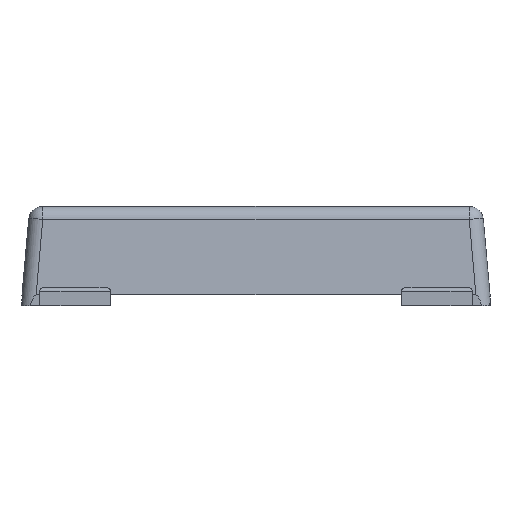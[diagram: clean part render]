
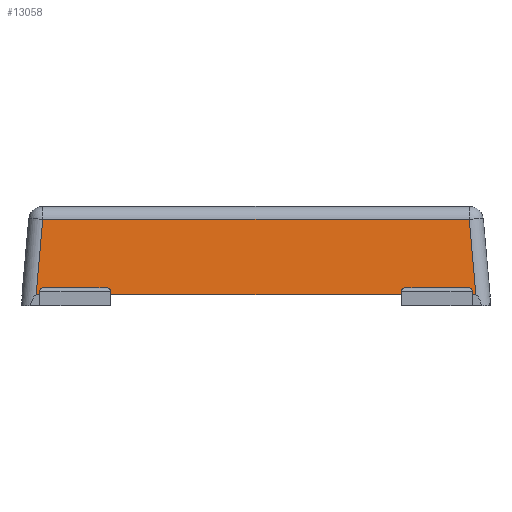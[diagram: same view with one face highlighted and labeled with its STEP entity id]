
A CAD part, front view. The second image highlights one B-rep face of the part: STEP entity #13058.
In plain terms, the highlighted planar face has unit normal (0, -0.996, 0.087).
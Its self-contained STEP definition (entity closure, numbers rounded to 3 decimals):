
#786 = VERTEX_POINT ( 'NONE', #12761 ) ;
#960 = DIRECTION ( 'NONE',  ( -1., 0., 0. ) ) ;
#1263 = VECTOR ( 'NONE', #10535, 1000. ) ;
#1323 = ORIENTED_EDGE ( 'NONE', *, *, #2014, .T. ) ;
#1535 = DIRECTION ( 'NONE',  ( -0.087, 0.087, 0.992 ) ) ;
#2014 = EDGE_CURVE ( 'NONE', #9754, #786, #10449, .T. ) ;
#2460 = VECTOR ( 'NONE', #12240, 1000. ) ;
#2833 = CARTESIAN_POINT ( 'NONE',  ( -2.05, -3.65, 0. ) ) ;
#2925 = VECTOR ( 'NONE', #9549, 1000. ) ;
#3525 = ORIENTED_EDGE ( 'NONE', *, *, #7784, .T. ) ;
#3555 = VECTOR ( 'NONE', #1535, 1000. ) ;
#3666 = VERTEX_POINT ( 'NONE', #2833 ) ;
#3751 = VERTEX_POINT ( 'NONE', #12299 ) ;
#3844 = ORIENTED_EDGE ( 'NONE', *, *, #5654, .T. ) ;
#3845 = EDGE_LOOP ( 'NONE', ( #6925, #1323, #3525, #4673, #10840, #3844 ) ) ;
#3946 = CARTESIAN_POINT ( 'NONE',  ( -3.101, -3.65, 0. ) ) ;
#4673 = ORIENTED_EDGE ( 'NONE', *, *, #9373, .T. ) ;
#4704 = LINE ( 'NONE', #9137, #8702 ) ;
#5201 = LINE ( 'NONE', #9503, #1263 ) ;
#5654 = EDGE_CURVE ( 'NONE', #3666, #11410, #13449, .T. ) ;
#5722 = EDGE_CURVE ( 'NONE', #8059, #3666, #12593, .T. ) ;
#6757 = AXIS2_PLACEMENT_3D ( 'NONE', #12425, #12342, #6759 ) ;
#6759 = DIRECTION ( 'NONE',  ( 0., -0.087, -0.996 ) ) ;
#6925 = ORIENTED_EDGE ( 'NONE', *, *, #10668, .F. ) ;
#7291 = CARTESIAN_POINT ( 'NONE',  ( -3.3, -3.65, 0. ) ) ;
#7408 = PLANE ( 'NONE',  #6757 ) ;
#7784 = EDGE_CURVE ( 'NONE', #786, #3751, #5201, .T. ) ;
#8059 = VERTEX_POINT ( 'NONE', #3946 ) ;
#8702 = VECTOR ( 'NONE', #13563, 1000. ) ;
#9137 = CARTESIAN_POINT ( 'NONE',  ( -3.102, -3.652, -0.017 ) ) ;
#9373 = EDGE_CURVE ( 'NONE', #3751, #8059, #4704, .T. ) ;
#9503 = CARTESIAN_POINT ( 'NONE',  ( -3.3, -3.557, 1.067 ) ) ;
#9549 = DIRECTION ( 'NONE',  ( 1., 0., 0. ) ) ;
#9754 = VERTEX_POINT ( 'NONE', #14033 ) ;
#10449 = LINE ( 'NONE', #13615, #3555 ) ;
#10535 = DIRECTION ( 'NONE',  ( -1., 0., 0. ) ) ;
#10668 = EDGE_CURVE ( 'NONE', #9754, #11410, #13335, .T. ) ;
#10840 = ORIENTED_EDGE ( 'NONE', *, *, #5722, .T. ) ;
#11410 = VERTEX_POINT ( 'NONE', #13934 ) ;
#12240 = DIRECTION ( 'NONE',  ( 1., 0., 0. ) ) ;
#12266 = CARTESIAN_POINT ( 'NONE',  ( 3.3, -3.65, 0. ) ) ;
#12299 = CARTESIAN_POINT ( 'NONE',  ( -3.007, -3.557, 1.067 ) ) ;
#12342 = DIRECTION ( 'NONE',  ( 0., -0.996, 0.087 ) ) ;
#12425 = CARTESIAN_POINT ( 'NONE',  ( -3.3, -3.65, 0. ) ) ;
#12593 = LINE ( 'NONE', #7291, #2925 ) ;
#12761 = CARTESIAN_POINT ( 'NONE',  ( 3.007, -3.557, 1.067 ) ) ;
#13058 = ADVANCED_FACE ( 'NONE', ( #14157 ), #7408, .T. ) ;
#13301 = CARTESIAN_POINT ( 'NONE',  ( -3.3, -3.65, 0. ) ) ;
#13335 = LINE ( 'NONE', #12266, #13337 ) ;
#13337 = VECTOR ( 'NONE', #960, 1000. ) ;
#13449 = LINE ( 'NONE', #13301, #2460 ) ;
#13563 = DIRECTION ( 'NONE',  ( -0.087, -0.087, -0.992 ) ) ;
#13615 = CARTESIAN_POINT ( 'NONE',  ( 2.993, -3.542, 1.233 ) ) ;
#13934 = CARTESIAN_POINT ( 'NONE',  ( 2.05, -3.65, 0. ) ) ;
#14033 = CARTESIAN_POINT ( 'NONE',  ( 3.101, -3.65, 0. ) ) ;
#14157 = FACE_OUTER_BOUND ( 'NONE', #3845, .T. ) ;
